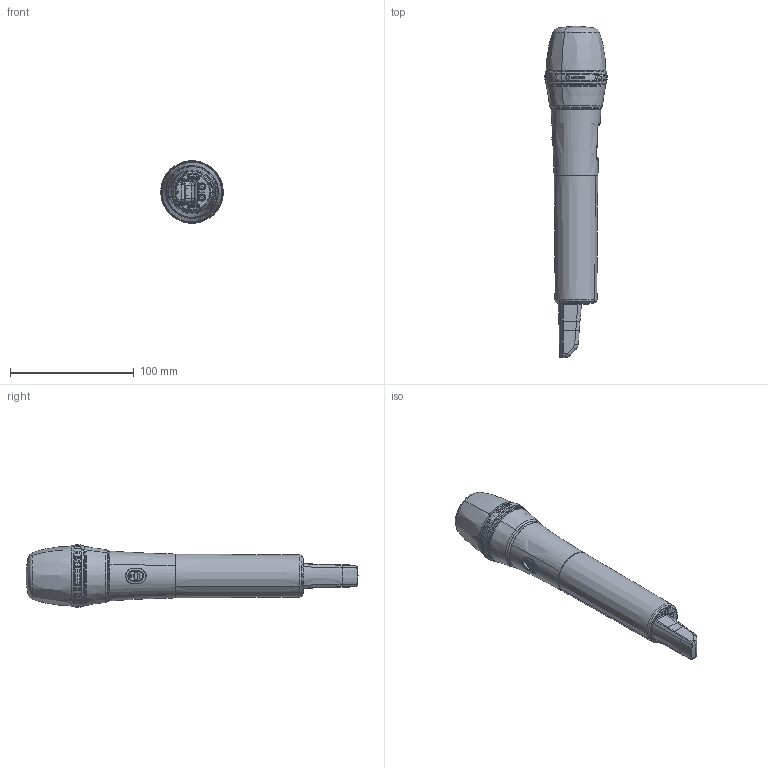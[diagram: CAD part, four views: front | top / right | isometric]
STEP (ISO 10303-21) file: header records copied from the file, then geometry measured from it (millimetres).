
FILE_DESCRIPTION(('CATIA V5 STEP Exchange','CAx-IF Rec.Pracs.--- Model Styling and Organization---1.2---2011-12-15'),'2;1');
FILE_NAME('SKM EW-DX-S-outside.stp','2021-09-17T05:57:59+00:00',('none'),('none'),'CATIA Version 5-6 Release 2014 SP4','CATIA V5 STEP AP214','none');
FILE_SCHEMA(('AUTOMOTIVE_DESIGN { 1 0 10303 214 1 1 1 1 }'));
Length unit declared in the file: millimetre
Products named in the file (40): Dev-Ass-SKM-EWD+-01; SKEL_COLLECTOR; Dev-AssSKM-EWD+_skel-01; 587034.10-04; 582170-03; 582188-01; 582186-01; 582416-08; 582453-09; 582176-01; 582166-04; 582168-03; 585551a-02; 582164.80-01; 592191-01; 583303-06; 561966-16; 561968-14; 584865-09; 583620-01; ------------------------------------------------EW D Components; 582435-05; 578134-08; 561986-06; 51605000-04; 51604600-03; 516020-05; 516020_20-02; 516020_30-03; 516020_10-01; 516020-4000-05; 581117-01; 516020-6000-02; 516020-5000-02; 51603000-04; 51603600-02; 51604000-04; 52724300-01; 51603800-02; 013332a00-07
Assembly tree (43 placements, depth 6):
  Dev-Ass-SKM-EWD+-01
    SKEL_COLLECTOR
      Dev-AssSKM-EWD+_skel-01
    587034.10-04
    582170-03
    582188-01
      582186-01
      582416-08
      582453-09
    582176-01
      582166-04
      582168-03
    585551a-02
    582164.80-01
    592191-01
    583303-06
      561966-16
      561968-14
      584865-09
    583620-01
    ------------------------------------------------EW D Components
      582435-05  x2
      578134-08
      561986-06
      51605000-04
        51604600-03
          516020-05
            516020_20-02
            516020_30-03
            516020_10-01
            516020-4000-05
            581117-01
            516020-6000-02
            516020-5000-02
          51603000-04
          51603600-02
          51604000-04
          52724300-01
          51603800-02  x4
          013332a00-07
Bounding box: 50.51 x 268.5 x 50.5 mm (x, y, z)
Volume: 97287.5 mm3; surface area: 144416.4 mm2
Topology: 109 solids, 123 shells, 8009 faces, 21775 edges, 14028 vertices
Faces by surface type: plane 5428, cylinder 1426, bspline 423, cone 354, torus 243, sphere 100, extrusion 27, revolution 8
Entity records: 247446 total; most frequent: CARTESIAN_POINT 90575, ORIENTED_EDGE 36780, DIRECTION 23426, EDGE_CURVE 18418, VERTEX_POINT 11890, VECTOR 9460, LINE 9435, AXIS2_PLACEMENT_3D 8495
